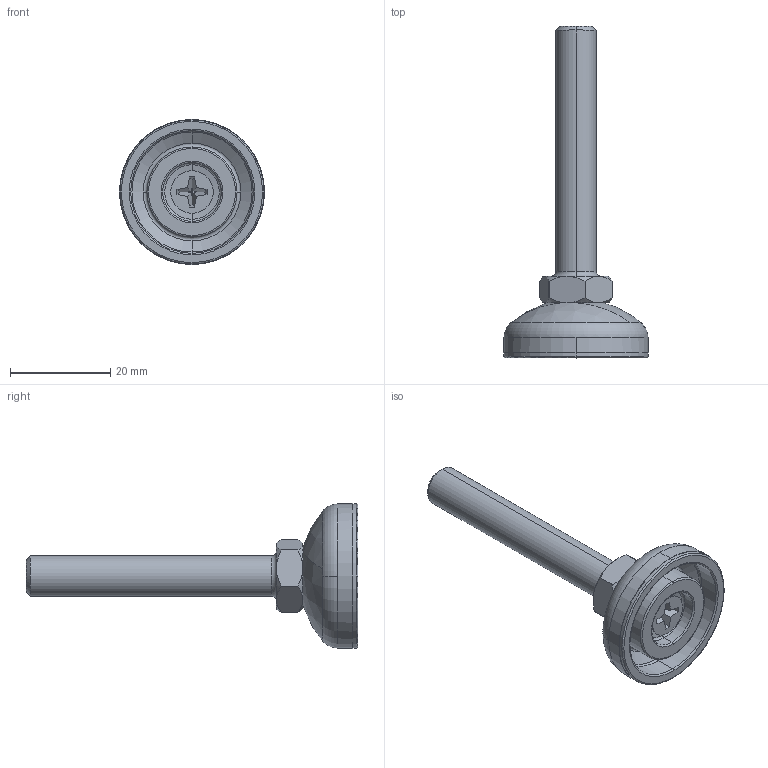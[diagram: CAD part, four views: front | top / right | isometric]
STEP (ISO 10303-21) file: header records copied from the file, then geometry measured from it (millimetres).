
FILE_DESCRIPTION (( 'STEP AP203' ), '1' );
FILE_NAME ('402502257_c_1.STEP', '2023-02-25T03:51:09', ( '' ), ( '' ), 'SwSTEP 2.0', 'SolidWorks 2014', '' );
FILE_SCHEMA (( 'CONFIG_CONTROL_DESIGN' ));
Length unit declared in the file: millimetre
Products named in the file (1): 402502257_c_1
Bounding box: 29 x 66.3 x 29 mm (x, y, z)
Volume: 7383.5 mm3; surface area: 5076.6 mm2
Topology: 3 solids, 3 shells, 109 faces, 254 edges, 157 vertices
Faces by surface type: cone 33, plane 30, cylinder 26, torus 18, sphere 2
Entity records: 3670 total; most frequent: CARTESIAN_POINT 1072, DIRECTION 565, ORIENTED_EDGE 504, EDGE_CURVE 252, AXIS2_PLACEMENT_3D 238, VERTEX_POINT 157, CIRCLE 128, EDGE_LOOP 119
